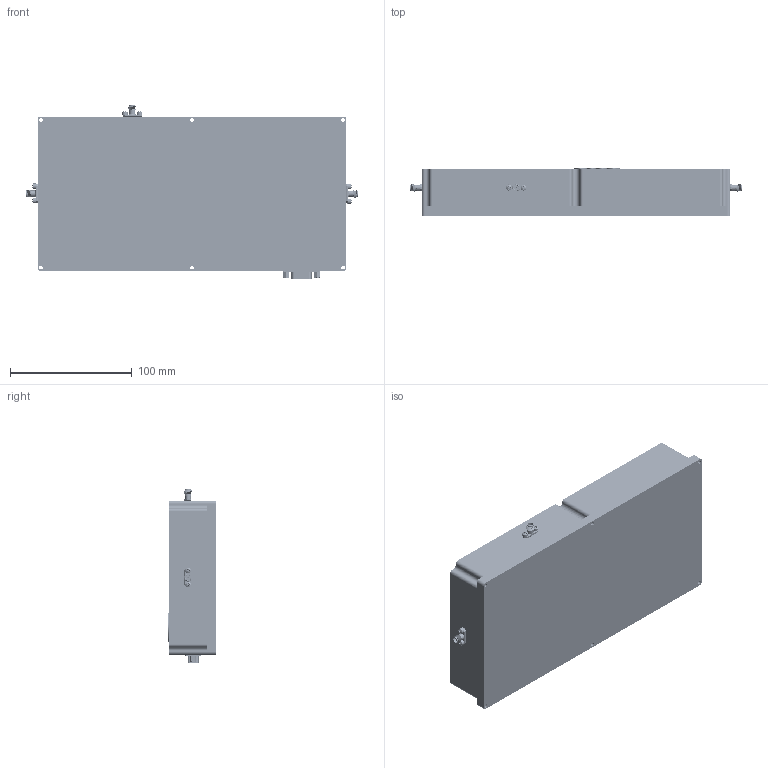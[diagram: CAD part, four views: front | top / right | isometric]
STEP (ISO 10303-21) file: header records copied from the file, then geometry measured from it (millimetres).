
FILE_DESCRIPTION (( 'STEP AP214' ), '1' );
FILE_NAME ('PDC-20M6G-24-5D5-12V-SFF Assembly.STEP', '2021-04-29T19:59:26', ( '' ), ( '' ), 'SwSTEP 2.0', 'SolidWorks 2014', '' );
FILE_SCHEMA (( 'AUTOMOTIVE_DESIGN' ));
Length unit declared in the file: inch
Products named in the file (15): PDC-20M6G-24-5D5-12V-SFF Housing; Keysight Directional Bridge - 86205A; PL440-1SLASH4JS JACK SCREW MDH_92710A216; PL80-009M; Static Symbol Rezize; SMA (M) - Cable Head; 4-40 Phillips Fillister - 0.25 Inch_91737A072; PDC-20M6G-24-5D5-12V-SFF Assembly; PDC-20M6G-24-5D5-12V-SFF Cover; Logo; PDC-20M6G-24-5D5-12V-SFF Label; PE2-C-1 BASE MDH_PE2-C; PL80-099; N Type to SMA Adapter; PE2-H HOUSING MDH_PE2-H
Assembly tree (30 placements, depth 2):
  PDC-20M6G-24-5D5-12V-SFF Assembly
    PE2-H HOUSING MDH_PE2-H
    Keysight Directional Bridge - 86205A
    N Type to SMA Adapter  x3
    PE2-C-1 BASE MDH_PE2-C
    PDC-20M6G-24-5D5-12V-SFF Housing
    PL80-099  x5
    PDC-20M6G-24-5D5-12V-SFF Cover
    SMA (M) - Cable Head  x5
    PDC-20M6G-24-5D5-12V-SFF Label
    Logo
    PL440-1SLASH4JS JACK SCREW MDH_92710A216  x2
    4-40 Phillips Fillister - 0.25 Inch_91737A072  x6
    Static Symbol Rezize
    PL80-009M
Bounding box: 273.05 x 39.94 x 143.13 mm (x, y, z)
Volume: 508109.8 mm3; surface area: 275892.8 mm2
Topology: 44 solids, 44 shells, 7386 faces, 18561 edges, 11412 vertices
Faces by surface type: plane 3483, cylinder 1966, bspline 937, torus 524, sphere 250, cone 226
Entity records: 254880 total; most frequent: CARTESIAN_POINT 80915, ORIENTED_EDGE 28834, DIRECTION 23103, EDGE_CURVE 14417, LINE 10143, VECTOR 10143, VERTEX_POINT 9161, AXIS2_PLACEMENT_3D 6480
